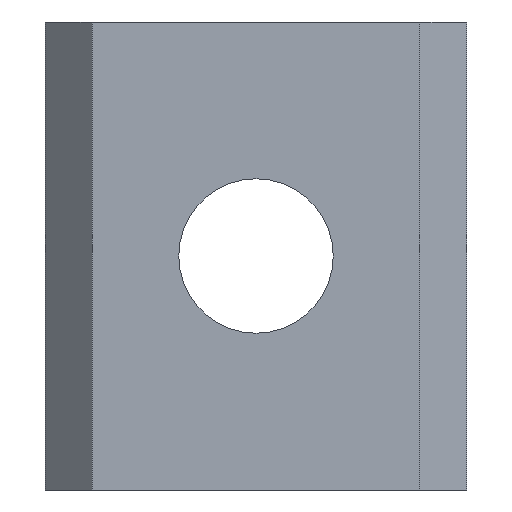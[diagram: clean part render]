
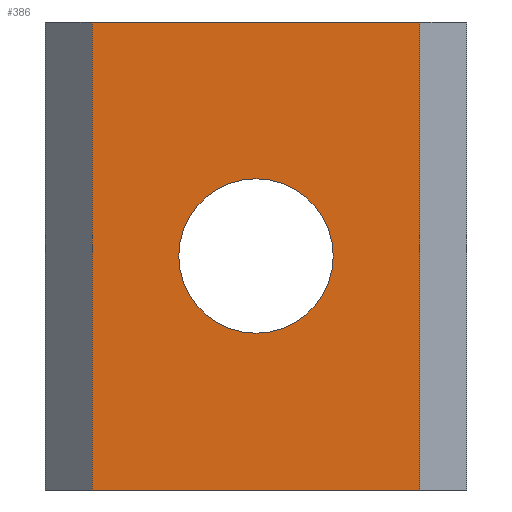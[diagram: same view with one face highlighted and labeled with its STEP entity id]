
A CAD part, front view. The second image highlights one B-rep face of the part: STEP entity #386.
In plain terms, the highlighted planar face has unit normal (0, -1, 0).
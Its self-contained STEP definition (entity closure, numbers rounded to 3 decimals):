
#4 = EDGE_CURVE ( 'NONE', #354, #256, #497, .T. ) ;
#6 = ORIENTED_EDGE ( 'NONE', *, *, #4, .T. ) ;
#21 = VERTEX_POINT ( 'NONE', #180 ) ;
#25 = EDGE_CURVE ( 'NONE', #21, #53, #331, .T. ) ;
#33 = CARTESIAN_POINT ( 'NONE',  ( 0., 0., 6.65 ) ) ;
#37 = CARTESIAN_POINT ( 'NONE',  ( -3.5, 0., 10. ) ) ;
#47 = CIRCLE ( 'NONE', #433, 1.65 ) ;
#49 = CARTESIAN_POINT ( 'NONE',  ( -3.5, 0., 10. ) ) ;
#51 = ORIENTED_EDGE ( 'NONE', *, *, #25, .F. ) ;
#53 = VERTEX_POINT ( 'NONE', #358 ) ;
#57 = DIRECTION ( 'NONE',  ( 0., 0., 1. ) ) ;
#88 = EDGE_CURVE ( 'NONE', #395, #53, #405, .T. ) ;
#96 = CARTESIAN_POINT ( 'NONE',  ( -3.5, 0., 10. ) ) ;
#98 = EDGE_LOOP ( 'NONE', ( #202, #6 ) ) ;
#109 = DIRECTION ( 'NONE',  ( 0., 1., 0. ) ) ;
#112 = DIRECTION ( 'NONE',  ( 0., 1., 0. ) ) ;
#116 = CARTESIAN_POINT ( 'NONE',  ( 0., 0., 3.35 ) ) ;
#135 = CARTESIAN_POINT ( 'NONE',  ( 0., 0., 5. ) ) ;
#148 = EDGE_CURVE ( 'NONE', #402, #395, #280, .T. ) ;
#180 = CARTESIAN_POINT ( 'NONE',  ( 3.5, 0., 10. ) ) ;
#191 = VECTOR ( 'NONE', #207, 1000. ) ;
#193 = EDGE_CURVE ( 'NONE', #402, #21, #342, .T. ) ;
#202 = ORIENTED_EDGE ( 'NONE', *, *, #455, .T. ) ;
#204 = AXIS2_PLACEMENT_3D ( 'NONE', #135, #411, #57 ) ;
#207 = DIRECTION ( 'NONE',  ( 0., 0., -1. ) ) ;
#245 = DIRECTION ( 'NONE',  ( 1., 0., 0. ) ) ;
#254 = DIRECTION ( 'NONE',  ( 0., 0., 1. ) ) ;
#256 = VERTEX_POINT ( 'NONE', #33 ) ;
#265 = DIRECTION ( 'NONE',  ( 0., 0., 1. ) ) ;
#267 = DIRECTION ( 'NONE',  ( 1., 0., 0. ) ) ;
#268 = FACE_BOUND ( 'NONE', #98, .T. ) ;
#280 = LINE ( 'NONE', #49, #191 ) ;
#281 = VECTOR ( 'NONE', #290, 1000. ) ;
#290 = DIRECTION ( 'NONE',  ( 0., 0., -1. ) ) ;
#301 = FACE_OUTER_BOUND ( 'NONE', #371, .T. ) ;
#320 = ORIENTED_EDGE ( 'NONE', *, *, #193, .F. ) ;
#324 = ORIENTED_EDGE ( 'NONE', *, *, #148, .T. ) ;
#331 = LINE ( 'NONE', #487, #281 ) ;
#342 = LINE ( 'NONE', #347, #356 ) ;
#347 = CARTESIAN_POINT ( 'NONE',  ( -3.5, 0., 10. ) ) ;
#354 = VERTEX_POINT ( 'NONE', #116 ) ;
#356 = VECTOR ( 'NONE', #267, 1000. ) ;
#358 = CARTESIAN_POINT ( 'NONE',  ( 3.5, 0., 0. ) ) ;
#371 = EDGE_LOOP ( 'NONE', ( #473, #51, #320, #324 ) ) ;
#386 = ADVANCED_FACE ( 'NONE', ( #268, #301 ), #423, .F. ) ;
#395 = VERTEX_POINT ( 'NONE', #451 ) ;
#402 = VERTEX_POINT ( 'NONE', #96 ) ;
#405 = LINE ( 'NONE', #440, #416 ) ;
#411 = DIRECTION ( 'NONE',  ( 0., 1., 0. ) ) ;
#416 = VECTOR ( 'NONE', #245, 1000. ) ;
#423 = PLANE ( 'NONE',  #465 ) ;
#433 = AXIS2_PLACEMENT_3D ( 'NONE', #446, #109, #254 ) ;
#440 = CARTESIAN_POINT ( 'NONE',  ( -3.5, 0., 0. ) ) ;
#446 = CARTESIAN_POINT ( 'NONE',  ( 0., 0., 5. ) ) ;
#451 = CARTESIAN_POINT ( 'NONE',  ( -3.5, 0., 0. ) ) ;
#455 = EDGE_CURVE ( 'NONE', #256, #354, #47, .T. ) ;
#465 = AXIS2_PLACEMENT_3D ( 'NONE', #37, #112, #265 ) ;
#473 = ORIENTED_EDGE ( 'NONE', *, *, #88, .T. ) ;
#487 = CARTESIAN_POINT ( 'NONE',  ( 3.5, 0., 10. ) ) ;
#497 = CIRCLE ( 'NONE', #204, 1.65 ) ;
